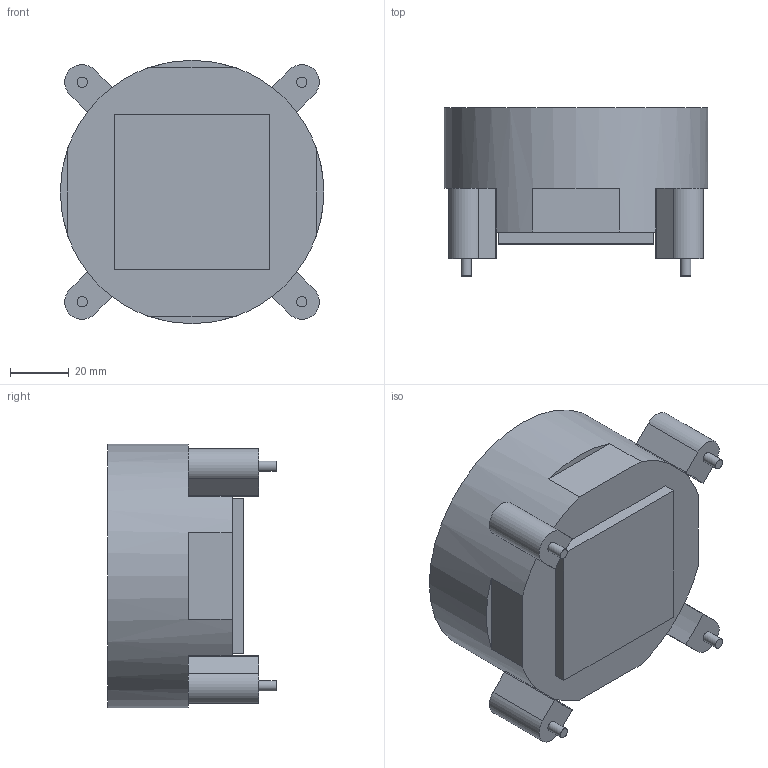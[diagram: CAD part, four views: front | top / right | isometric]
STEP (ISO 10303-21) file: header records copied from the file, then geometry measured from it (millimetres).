
FILE_DESCRIPTION(/* description */ (''),/* implementation_level */ '2;1');
FILE_NAME(/* name */ 'Intel E97378-00.step',/* time_stamp */ '2018-05-27T20:21:00+03:00',/* author */ ('valters.melnalksnis'),/* organization */ (''),/* preprocessor_version */ 'ST-DEVELOPER v17',/* originating_system */ 'Autodesk Translation Framework v7.1.0.215',/* authorisation */ '');
FILE_SCHEMA (('AUTOMOTIVE_DESIGN { 1 0 10303 214 3 1 1 }'));
Length unit declared in the file: millimetre
Products named in the file (1): Intel E97378-001
Bounding box: 90 x 57.5 x 90 mm (x, y, z)
Volume: 293701.7 mm3; surface area: 30195.2 mm2
Topology: 1 solids, 1 shells, 56 faces, 140 edges, 91 vertices
Faces by surface type: plane 35, cylinder 21
Full cylindrical faces by diameter (mm): 3.5 x4, 90 x1
Entity records: 1719 total; most frequent: DIRECTION 313, CARTESIAN_POINT 288, ORIENTED_EDGE 280, EDGE_CURVE 140, AXIS2_PLACEMENT_3D 116, VERTEX_POINT 91, LINE 81, VECTOR 81
